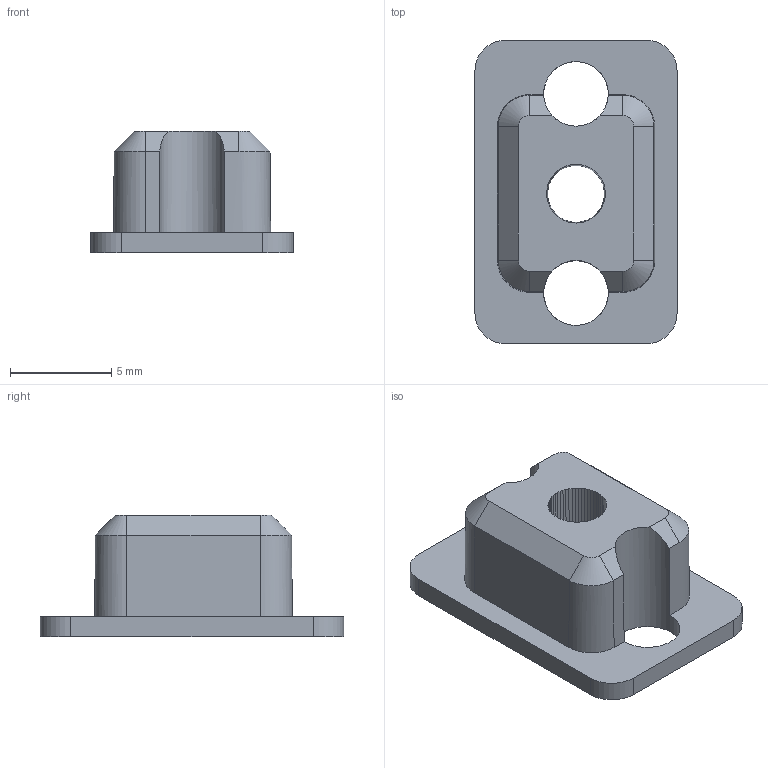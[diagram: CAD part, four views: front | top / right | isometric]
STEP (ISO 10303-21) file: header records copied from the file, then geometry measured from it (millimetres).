
FILE_DESCRIPTION (( 'STEP AP214' ), '1' );
FILE_NAME ('1038-A2P-A.STEP', '2013-05-15T14:39:47', ( '3DAssist' ), ( '' ), 'SwSTEP 2.0', 'SolidWorks 2013', '' );
FILE_SCHEMA (( 'AUTOMOTIVE_DESIGN' ));
Length unit declared in the file: millimetre
Products named in the file (1): 1038-A2P-A
Bounding box: 10 x 15 x 6.03 mm (x, y, z)
Volume: 411.1 mm3; surface area: 533.2 mm2
Topology: 1 solids, 1 shells, 87 faces, 253 edges, 167 vertices
Faces by surface type: plane 72, bspline 9, cylinder 6
Full cylindrical faces by diameter (mm): 3.2 x2
Entity records: 3155 total; most frequent: CARTESIAN_POINT 927, ORIENTED_EDGE 498, DIRECTION 382, EDGE_CURVE 249, LINE 196, VECTOR 196, VERTEX_POINT 165, EDGE_LOOP 94
